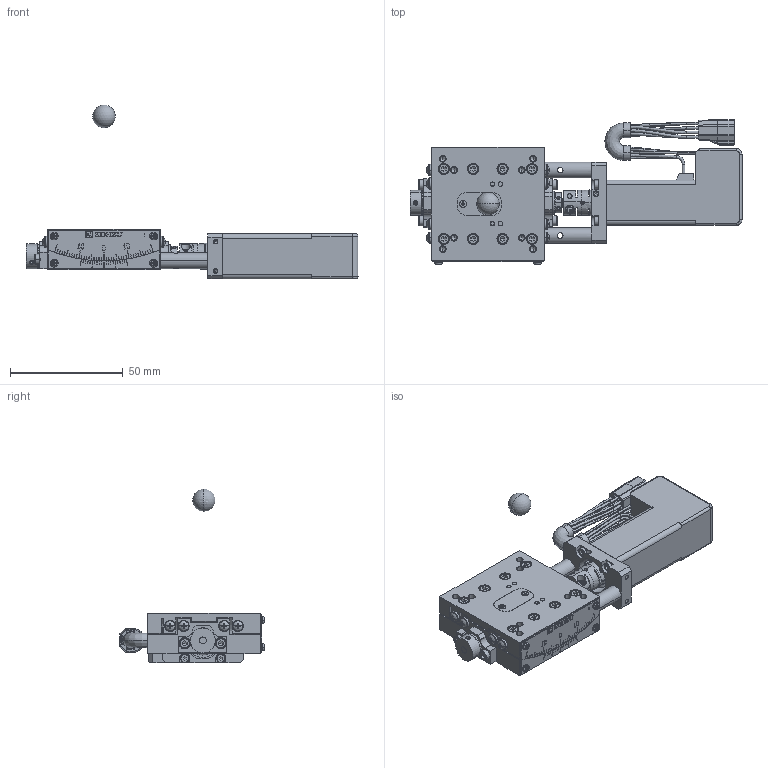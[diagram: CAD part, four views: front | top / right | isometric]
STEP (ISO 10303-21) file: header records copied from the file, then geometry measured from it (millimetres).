
FILE_DESCRIPTION( (''), '2;1');
FILE_NAME ('DR051311-0001-000-00.stp','2019-04-18T19:54:07',(''),(''),'spGate 13.4.4','','');
FILE_SCHEMA (('AUTOMOTIVE_DESIGN'));
Length unit declared in the file: millimetre
Products named in the file (8): Assembly; DR051311-0001-000-00-prt0; DR051311-0001-000-00-prt1; DR051311-0001-000-00-prt2; DR051311-0001-000-00-prt3; DR051311-0001-000-00-prt4; DR051311-0001-000-00-prt5; DR051311-0001-000-00-prt6
Assembly tree (7 placements, depth 2):
  Assembly
    DR051311-0001-000-00-prt0
    DR051311-0001-000-00-prt1
    DR051311-0001-000-00-prt2
    DR051311-0001-000-00-prt3
    DR051311-0001-000-00-prt4
    DR051311-0001-000-00-prt5
    DR051311-0001-000-00-prt6
Bounding box: 147 x 64.16 x 77 mm (x, y, z)
Volume: 81694.7 mm3; surface area: 37999.6 mm2
Topology: 7 solids, 7 shells, 2778 faces, 6914 edges, 4256 vertices
Faces by surface type: plane 1534, cylinder 716, bspline 502, sphere 26
Entity records: 142715 total; most frequent: CARTESIAN_POINT 25718, ORIENTED_EDGE 13552, DIRECTION 11981, COLOUR_RGB 9560, PRESENTATION_STYLE_ASSIGNMENT 9560, STYLED_ITEM 9560, EDGE_CURVE 6776, DRAUGHTING_PRE_DEFINED_CURVE_FONT 6776
